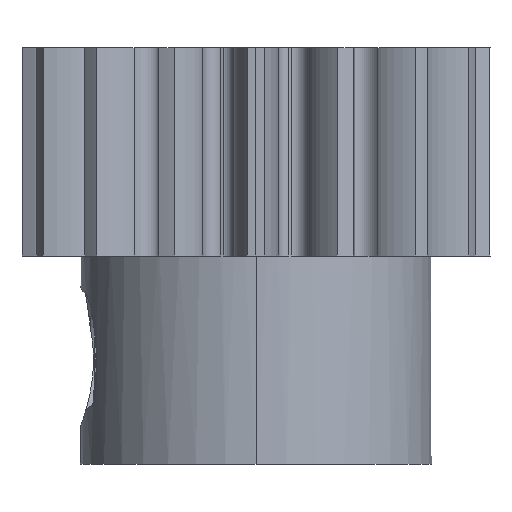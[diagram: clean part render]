
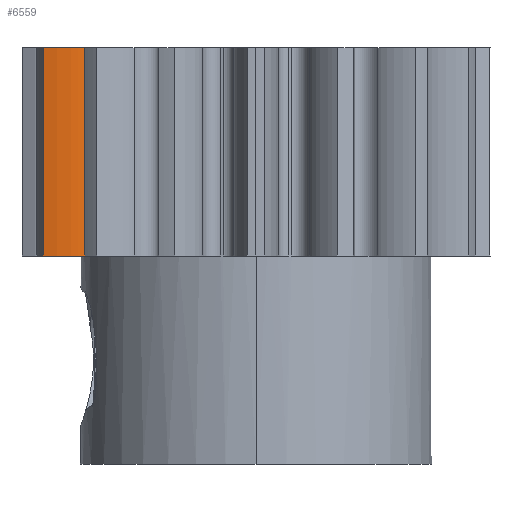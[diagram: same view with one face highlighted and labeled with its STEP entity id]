
A CAD part, left-side view. The second image highlights one B-rep face of the part: STEP entity #6559.
In plain terms, the highlighted free-form (B-spline) face has degree [3, 1] with [11, 2] control points.
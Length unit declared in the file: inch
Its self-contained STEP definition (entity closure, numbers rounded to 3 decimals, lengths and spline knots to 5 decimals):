
#60 = EDGE_CURVE ( 'NONE', #14550, #6576, #2936, .T. ) ;
#306 = B_SPLINE_CURVE_WITH_KNOTS ( 'NONE', 3,
 ( #11188, #18808, #11263, #3279, #14094, #9755, #14298, #6414, #15879, #363, #1998 ),
 .UNSPECIFIED., .F., .F.,
 ( 4, 1, 1, 1, 1, 1, 1, 1, 4 ),
 ( 0.26571, 0.3495, 0.49621, 0.62424, 0.73359, 0.82424, 0.89621, 0.94949, 1. ),
 .UNSPECIFIED. ) ;
#363 = CARTESIAN_POINT ( 'NONE',  ( -0.11438, 0.20662, 0. ) ) ;
#448 = CARTESIAN_POINT ( 'NONE',  ( -0.11716, 0.25568, 0.25 ) ) ;
#911 = CARTESIAN_POINT ( 'NONE',  ( -0.11716, 0.25568, 0. ) ) ;
#1120 = CARTESIAN_POINT ( 'NONE',  ( -0.11882, 0.24025, 0. ) ) ;
#1876 = CARTESIAN_POINT ( 'NONE',  ( -0.11882, 0.24025, 0.25 ) ) ;
#1998 = CARTESIAN_POINT ( 'NONE',  ( -0.11385, 0.20558, 0. ) ) ;
#2139 = ORIENTED_EDGE ( 'NONE', *, *, #3943, .T. ) ;
#2211 = CARTESIAN_POINT ( 'NONE',  ( -0.11438, 0.20662, 0.25 ) ) ;
#2548 = CARTESIAN_POINT ( 'NONE',  ( -0.11887, 0.23139, 0.25 ) ) ;
#2613 = CARTESIAN_POINT ( 'NONE',  ( -0.11716, 0.25568, 0.25 ) ) ;
#2936 = B_SPLINE_CURVE_WITH_KNOTS ( 'NONE', 3,
 ( #448, #9626, #11343, #1876, #6565, #3987, #13308, #3857, #14862, #2211, #5550 ),
 .UNSPECIFIED., .F., .F.,
 ( 4, 1, 1, 1, 1, 1, 1, 1, 4 ),
 ( 0.26571, 0.3495, 0.49621, 0.62424, 0.73359, 0.82424, 0.89621, 0.94949, 1. ),
 .UNSPECIFIED. ) ;
#3279 = CARTESIAN_POINT ( 'NONE',  ( -0.11882, 0.24025, 0. ) ) ;
#3359 = VECTOR ( 'NONE', #8410, 39.37008 ) ;
#3857 = CARTESIAN_POINT ( 'NONE',  ( -0.1164, 0.21275, 0.25 ) ) ;
#3943 = EDGE_CURVE ( 'NONE', #14550, #7037, #5284, .T. ) ;
#3987 = CARTESIAN_POINT ( 'NONE',  ( -0.11835, 0.22383, 0.25 ) ) ;
#4016 = B_SPLINE_SURFACE_WITH_KNOTS ( 'NONE', 3, 1, ( 
 ( #2613, #15271 ),
 ( #8753, #19646 ),
 ( #19772, #10323 ),
 ( #16590, #1120 ),
 ( #2548, #4134 ),
 ( #15007, #5695 ),
 ( #16646, #7246 ),
 ( #12027, #18205 ),
 ( #7375, #18147 ),
 ( #8877, #8817 ),
 ( #12421, #16905 ) ),
 .UNSPECIFIED., .F., .F., .F.,
 ( 4, 1, 1, 1, 1, 1, 1, 1, 4 ),
 ( 2, 2 ),
 ( 0.26571, 0.3495, 0.49621, 0.62424, 0.73359, 0.82424, 0.89621, 0.94949, 1. ),
 ( 0., 1. ),
 .UNSPECIFIED. ) ;
#4134 = CARTESIAN_POINT ( 'NONE',  ( -0.11887, 0.23139, 0. ) ) ;
#4454 = CARTESIAN_POINT ( 'NONE',  ( -0.11385, 0.20558, 0.25 ) ) ;
#4897 = ORIENTED_EDGE ( 'NONE', *, *, #13807, .F. ) ;
#5284 = LINE ( 'NONE', #7781, #15442 ) ;
#5346 = LINE ( 'NONE', #8344, #3359 ) ;
#5550 = CARTESIAN_POINT ( 'NONE',  ( -0.11385, 0.20558, 0.25 ) ) ;
#5695 = CARTESIAN_POINT ( 'NONE',  ( -0.11835, 0.22383, 0. ) ) ;
#6414 = CARTESIAN_POINT ( 'NONE',  ( -0.1164, 0.21275, 0. ) ) ;
#6559 = ADVANCED_FACE ( 'NONE', ( #12717 ), #4016, .F. ) ;
#6565 = CARTESIAN_POINT ( 'NONE',  ( -0.11887, 0.23139, 0.25 ) ) ;
#6576 = VERTEX_POINT ( 'NONE', #4454 ) ;
#6849 = VERTEX_POINT ( 'NONE', #14311 ) ;
#7037 = VERTEX_POINT ( 'NONE', #911 ) ;
#7246 = CARTESIAN_POINT ( 'NONE',  ( -0.11746, 0.21762, 0. ) ) ;
#7363 = EDGE_CURVE ( 'NONE', #7037, #6849, #306, .T. ) ;
#7375 = CARTESIAN_POINT ( 'NONE',  ( -0.11524, 0.20886, 0.25 ) ) ;
#7781 = CARTESIAN_POINT ( 'NONE',  ( -0.11716, 0.25568, 0.25 ) ) ;
#8344 = CARTESIAN_POINT ( 'NONE',  ( -0.11385, 0.20558, 0.25 ) ) ;
#8410 = DIRECTION ( 'NONE',  ( 0., 0., -1. ) ) ;
#8753 = CARTESIAN_POINT ( 'NONE',  ( -0.11746, 0.25377, 0.25 ) ) ;
#8817 = CARTESIAN_POINT ( 'NONE',  ( -0.11438, 0.20662, 0. ) ) ;
#8877 = CARTESIAN_POINT ( 'NONE',  ( -0.11438, 0.20662, 0.25 ) ) ;
#9626 = CARTESIAN_POINT ( 'NONE',  ( -0.11746, 0.25377, 0.25 ) ) ;
#9755 = CARTESIAN_POINT ( 'NONE',  ( -0.11835, 0.22383, 0. ) ) ;
#10323 = CARTESIAN_POINT ( 'NONE',  ( -0.11817, 0.2485, 0. ) ) ;
#10454 = ORIENTED_EDGE ( 'NONE', *, *, #60, .F. ) ;
#11188 = CARTESIAN_POINT ( 'NONE',  ( -0.11716, 0.25568, 0. ) ) ;
#11263 = CARTESIAN_POINT ( 'NONE',  ( -0.11817, 0.2485, 0. ) ) ;
#11343 = CARTESIAN_POINT ( 'NONE',  ( -0.11817, 0.2485, 0.25 ) ) ;
#12027 = CARTESIAN_POINT ( 'NONE',  ( -0.1164, 0.21275, 0.25 ) ) ;
#12421 = CARTESIAN_POINT ( 'NONE',  ( -0.11385, 0.20558, 0.25 ) ) ;
#12717 = FACE_OUTER_BOUND ( 'NONE', #14305, .T. ) ;
#12980 = CARTESIAN_POINT ( 'NONE',  ( -0.11716, 0.25568, 0.25 ) ) ;
#13308 = CARTESIAN_POINT ( 'NONE',  ( -0.11746, 0.21762, 0.25 ) ) ;
#13756 = ORIENTED_EDGE ( 'NONE', *, *, #7363, .T. ) ;
#13807 = EDGE_CURVE ( 'NONE', #6576, #6849, #5346, .T. ) ;
#14094 = CARTESIAN_POINT ( 'NONE',  ( -0.11887, 0.23139, 0. ) ) ;
#14298 = CARTESIAN_POINT ( 'NONE',  ( -0.11746, 0.21762, 0. ) ) ;
#14305 = EDGE_LOOP ( 'NONE', ( #10454, #2139, #13756, #4897 ) ) ;
#14311 = CARTESIAN_POINT ( 'NONE',  ( -0.11385, 0.20558, 0. ) ) ;
#14550 = VERTEX_POINT ( 'NONE', #12980 ) ;
#14862 = CARTESIAN_POINT ( 'NONE',  ( -0.11524, 0.20886, 0.25 ) ) ;
#15007 = CARTESIAN_POINT ( 'NONE',  ( -0.11835, 0.22383, 0.25 ) ) ;
#15271 = CARTESIAN_POINT ( 'NONE',  ( -0.11716, 0.25568, 0. ) ) ;
#15411 = DIRECTION ( 'NONE',  ( 0., 0., -1. ) ) ;
#15442 = VECTOR ( 'NONE', #15411, 39.37008 ) ;
#15879 = CARTESIAN_POINT ( 'NONE',  ( -0.11524, 0.20886, 0. ) ) ;
#16590 = CARTESIAN_POINT ( 'NONE',  ( -0.11882, 0.24025, 0.25 ) ) ;
#16646 = CARTESIAN_POINT ( 'NONE',  ( -0.11746, 0.21762, 0.25 ) ) ;
#16905 = CARTESIAN_POINT ( 'NONE',  ( -0.11385, 0.20558, 0. ) ) ;
#18147 = CARTESIAN_POINT ( 'NONE',  ( -0.11524, 0.20886, 0. ) ) ;
#18205 = CARTESIAN_POINT ( 'NONE',  ( -0.1164, 0.21275, 0. ) ) ;
#18808 = CARTESIAN_POINT ( 'NONE',  ( -0.11746, 0.25377, 0. ) ) ;
#19646 = CARTESIAN_POINT ( 'NONE',  ( -0.11746, 0.25377, 0. ) ) ;
#19772 = CARTESIAN_POINT ( 'NONE',  ( -0.11817, 0.2485, 0.25 ) ) ;
